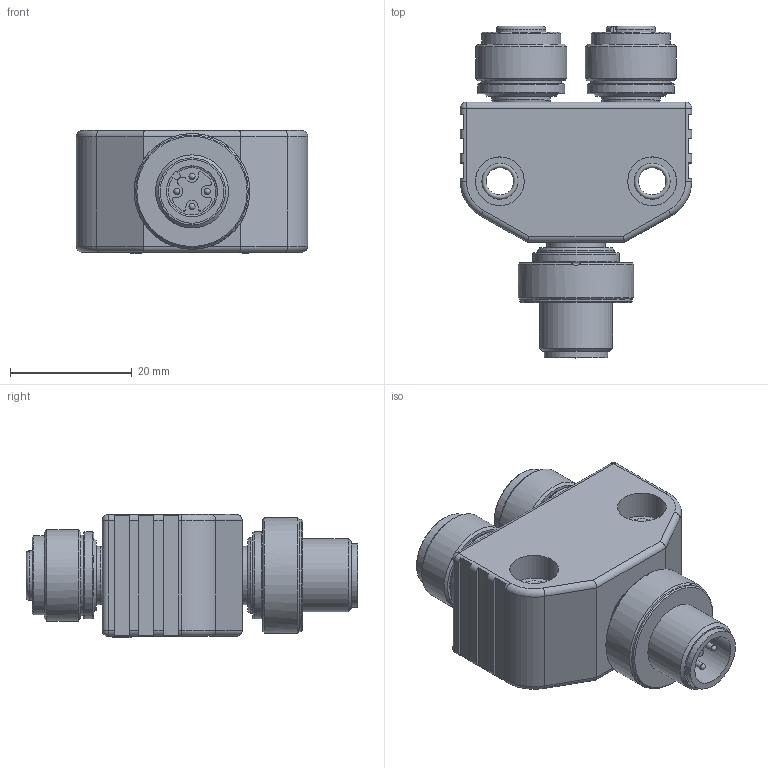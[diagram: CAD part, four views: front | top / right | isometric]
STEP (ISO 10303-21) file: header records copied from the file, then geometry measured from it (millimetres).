
FILE_DESCRIPTION(/* description */ (''),/* implementation_level */ '2;1');
FILE_NAME(/* name */ 'FSM4-2FKM3P3_S89.stp',/* time_stamp */ '2015-11-20T10:03:10+01:00',/* author */ (''),/* organization */ (''),/* preprocessor_version */ 'ST-DEVELOPER v14',/* originating_system */ 'SIEMENS PLM Software NX 8.0',/* authorisation */ '');
FILE_SCHEMA (('AP203_CONFIGURATION_CONTROLLED_3D_DESIGN_OF_MECHANICAL_PARTS_AND_ASSEMBLIES_MIM_LF { 1 0 10303 403 2 1 2}'));
Length unit declared in the file: millimetre
Products named in the file (1): FSM4-2FKM3P3_S89
Bounding box: 38 x 54.5 x 20.2 mm (x, y, z)
Volume: 20199.1 mm3; surface area: 8967.6 mm2
Topology: 1 solids, 1 shells, 334 faces, 832 edges, 543 vertices
Faces by surface type: plane 138, cylinder 133, torus 18, cone 15, extrusion 14, sphere 8, bspline 8
Full cylindrical faces by diameter (mm): 1 x4, 1.15 x6, 1.5 x10, 4.5 x2, 8 x4, 8.375 x1, 9.6 x3, 10.45 x1, 12 x1, 12.3 x2, 12.5 x1, 13 x2, 13.2 x2, 14.25 x3, 15 x2, 18.5 x1, 19 x1
Entity records: 14932 total; most frequent: CARTESIAN_POINT 7403, DIRECTION 1551, ORIENTED_EDGE 1432, EDGE_CURVE 716, AXIS2_PLACEMENT_3D 625, VERTEX_POINT 511, EDGE_LOOP 465, ADVANCED_FACE 334
